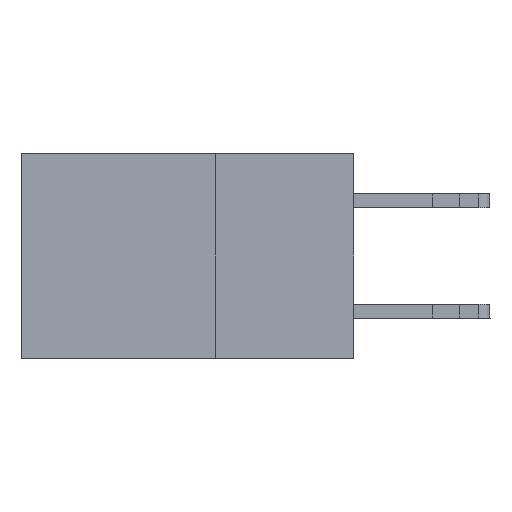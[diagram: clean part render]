
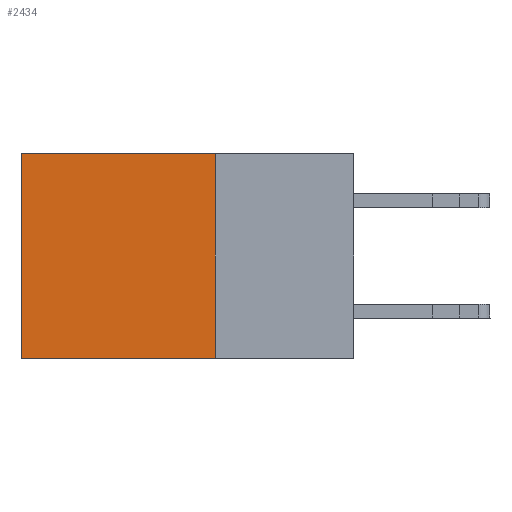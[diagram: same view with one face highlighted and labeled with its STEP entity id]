
A CAD part, left-side view. The second image highlights one B-rep face of the part: STEP entity #2434.
In plain terms, the highlighted planar face has unit normal (-1, 0, 0).
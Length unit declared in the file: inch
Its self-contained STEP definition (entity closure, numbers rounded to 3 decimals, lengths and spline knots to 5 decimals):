
#668 = PLANE ( 'NONE',  #8241 ) ;
#746 = EDGE_CURVE ( 'NONE', #5881, #6248, #16169, .T. ) ;
#1411 = DIRECTION ( 'NONE',  ( 0., 0., -1. ) ) ;
#1567 = CARTESIAN_POINT ( 'NONE',  ( 0.2875, 0.25, 0. ) ) ;
#2434 = ADVANCED_FACE ( 'NONE', ( #5762 ), #668, .F. ) ;
#2743 = CARTESIAN_POINT ( 'NONE',  ( 0.2875, 0.25, 0. ) ) ;
#3305 = ORIENTED_EDGE ( 'NONE', *, *, #746, .F. ) ;
#3342 = LINE ( 'NONE', #8495, #5690 ) ;
#3494 = VECTOR ( 'NONE', #3507, 39.37008 ) ;
#3507 = DIRECTION ( 'NONE',  ( 0., 1., 0. ) ) ;
#4684 = ORIENTED_EDGE ( 'NONE', *, *, #10060, .F. ) ;
#5017 = CARTESIAN_POINT ( 'NONE',  ( 0.2875, 0.6, 0. ) ) ;
#5494 = CARTESIAN_POINT ( 'NONE',  ( 0.2875, 0.6, 0. ) ) ;
#5690 = VECTOR ( 'NONE', #13599, 39.37008 ) ;
#5762 = FACE_OUTER_BOUND ( 'NONE', #15569, .T. ) ;
#5881 = VERTEX_POINT ( 'NONE', #10307 ) ;
#5944 = CARTESIAN_POINT ( 'NONE',  ( 0.2875, 0.25, 0. ) ) ;
#6248 = VERTEX_POINT ( 'NONE', #15191 ) ;
#6788 = ORIENTED_EDGE ( 'NONE', *, *, #12301, .T. ) ;
#7196 = ORIENTED_EDGE ( 'NONE', *, *, #14786, .T. ) ;
#8241 = AXIS2_PLACEMENT_3D ( 'NONE', #5944, #12088, #11023 ) ;
#8495 = CARTESIAN_POINT ( 'NONE',  ( 0.2875, 0.25, 0. ) ) ;
#8852 = VERTEX_POINT ( 'NONE', #2743 ) ;
#9060 = LINE ( 'NONE', #1567, #16502 ) ;
#10060 = EDGE_CURVE ( 'NONE', #8852, #5881, #3342, .T. ) ;
#10159 = VERTEX_POINT ( 'NONE', #5017 ) ;
#10307 = CARTESIAN_POINT ( 'NONE',  ( 0.2875, 0.25, -0.37 ) ) ;
#11023 = DIRECTION ( 'NONE',  ( 0., 0., -1. ) ) ;
#11827 = DIRECTION ( 'NONE',  ( 0., 1., 0. ) ) ;
#12088 = DIRECTION ( 'NONE',  ( 1., 0., 0. ) ) ;
#12301 = EDGE_CURVE ( 'NONE', #8852, #10159, #9060, .T. ) ;
#12661 = CARTESIAN_POINT ( 'NONE',  ( 0.2875, 0.25, -0.37 ) ) ;
#12843 = VECTOR ( 'NONE', #1411, 39.37008 ) ;
#13599 = DIRECTION ( 'NONE',  ( 0., 0., -1. ) ) ;
#14786 = EDGE_CURVE ( 'NONE', #10159, #6248, #15741, .T. ) ;
#15191 = CARTESIAN_POINT ( 'NONE',  ( 0.2875, 0.6, -0.37 ) ) ;
#15569 = EDGE_LOOP ( 'NONE', ( #7196, #3305, #4684, #6788 ) ) ;
#15741 = LINE ( 'NONE', #5494, #12843 ) ;
#16169 = LINE ( 'NONE', #12661, #3494 ) ;
#16502 = VECTOR ( 'NONE', #11827, 39.37008 ) ;
